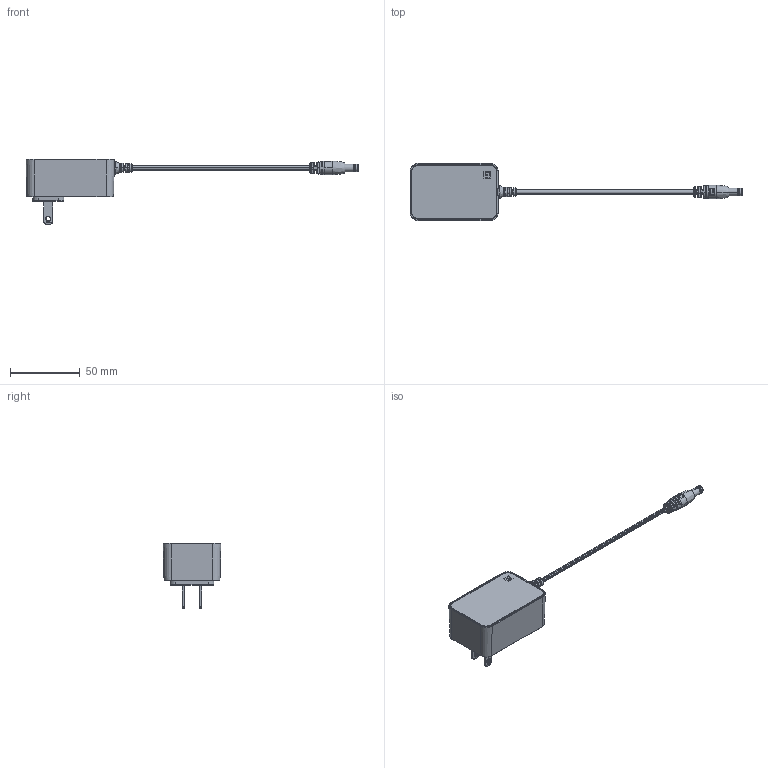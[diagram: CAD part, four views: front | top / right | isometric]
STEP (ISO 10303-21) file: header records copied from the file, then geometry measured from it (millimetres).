
FILE_DESCRIPTION (( 'STEP AP203' ), '1' );
FILE_NAME ('16-00118.STEP', '2019-08-13T21:02:41', ( '' ), ( '' ), 'SwSTEP 2.0', 'SolidWorks 2015', '' );
FILE_SCHEMA (( 'CONFIG_CONTROL_DESIGN' ));
Length unit declared in the file: millimetre
Products named in the file (14): 10-03155; 26-00004_bottom; 50-00133 shell; 26-00004; 50-00133 contact; Nema 1-15 plug; 26-00004_top; 30-00338_no hs; 50-00133 insulator; 24-00279; 16-00118; UL_1-15 pin; 24-00003; 50-00133
Assembly tree (14 placements, depth 4):
  16-00118
    26-00004
      26-00004_bottom
      26-00004_top
    Nema 1-15 plug
      UL_1-15 pin  x2
    10-03155
      30-00338_no hs
      24-00003
      24-00279
      50-00133
        50-00133 contact
        50-00133 insulator
        50-00133 shell
Bounding box: 238.31 x 41.48 x 47 mm (x, y, z)
Volume: 21976.9 mm3; surface area: 34729 mm2
Topology: 149 solids, 149 shells, 1300 faces, 2775 edges, 1816 vertices
Faces by surface type: plane 677, cylinder 412, bspline 121, torus 46, cone 44
Entity records: 41470 total; most frequent: CARTESIAN_POINT 12631, DIRECTION 5718, ORIENTED_EDGE 5422, EDGE_CURVE 2711, AXIS2_PLACEMENT_3D 2196, VERTEX_POINT 1776, EDGE_LOOP 1353, LINE 1326
